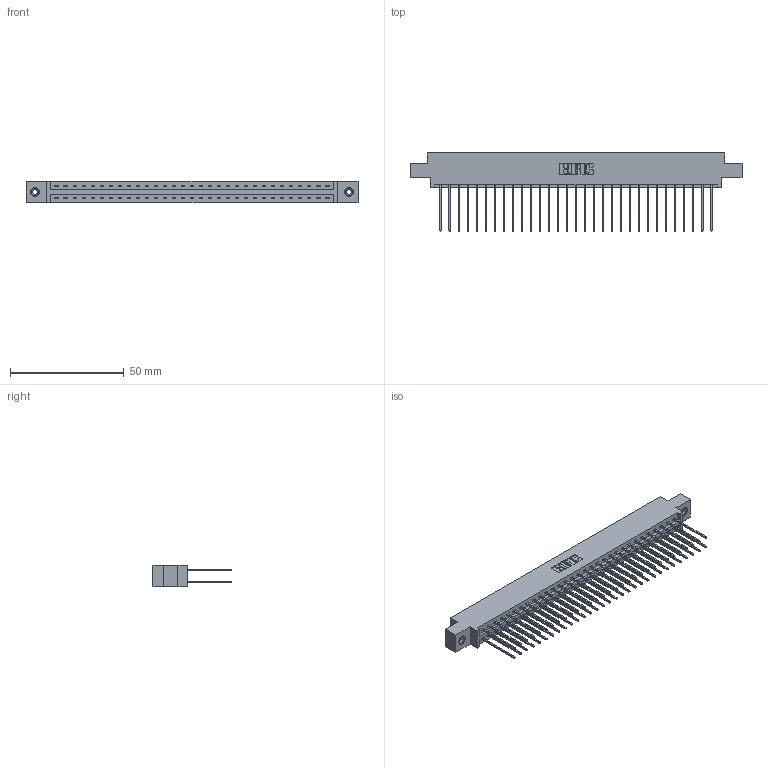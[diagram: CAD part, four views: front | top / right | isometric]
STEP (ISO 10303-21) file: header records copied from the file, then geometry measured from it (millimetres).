
FILE_DESCRIPTION (( 'STEP AP203' ), '1' );
FILE_NAME ('337-062-541-808.STEP', '2018-08-10T10:51:01', ( '' ), ( '' ), 'SwSTEP 2.0', 'SolidWorks 2016', '' );
FILE_SCHEMA (( 'CONFIG_CONTROL_DESIGN' ));
Length unit declared in the file: inch
Products named in the file (4): 337 Part_0.170 Offset - 0.156 Dia-TI; 345-292-001_345-293-141; 345-250-001_345-250-003-102; 337-062-541-808
Assembly tree (65 placements, depth 2):
  337-062-541-808
    337 Part_0.170 Offset - 0.156 Dia-TI
    345-292-001_345-293-141  x62
    345-250-001_345-250-003-102  x2
Bounding box: 145.85 x 34.3 x 9.4 mm (x, y, z)
Volume: 15455.7 mm3; surface area: 19283.1 mm2
Topology: 65 solids, 65 shells, 3526 faces, 10441 edges, 6870 vertices
Faces by surface type: plane 2462, cylinder 1048, cone 12, torus 4
Entity records: 26794 total; most frequent: CARTESIAN_POINT 4505, ORIENTED_EDGE 4434, DIRECTION 3883, EDGE_CURVE 2217, LINE 2069, VECTOR 2069, VERTEX_POINT 1472, AXIS2_PLACEMENT_3D 907
